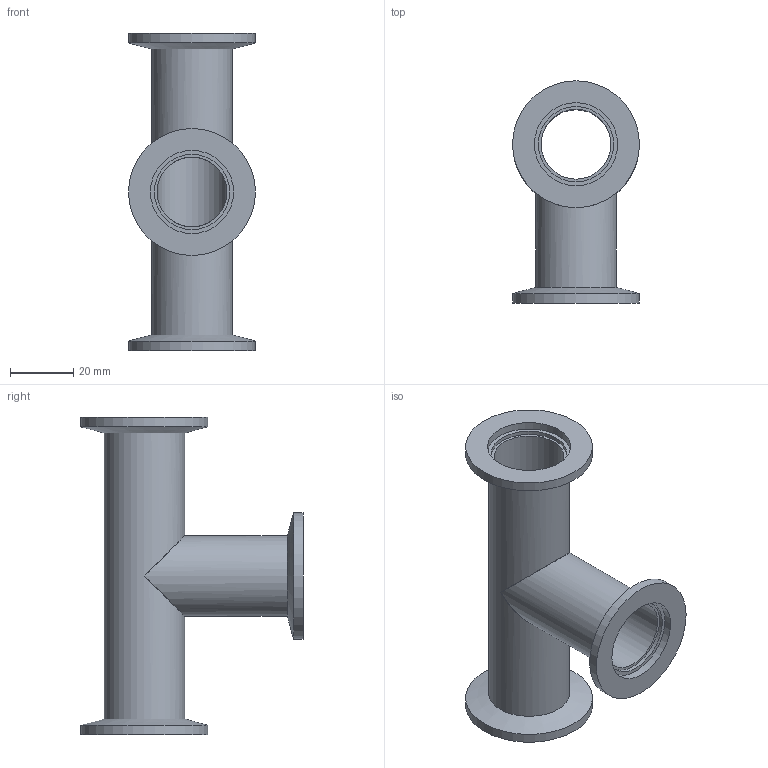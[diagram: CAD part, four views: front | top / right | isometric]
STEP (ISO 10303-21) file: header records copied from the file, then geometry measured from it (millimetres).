
FILE_DESCRIPTION(/* description */ (''),/* implementation_level */ '2;1');
FILE_NAME(/* name */ 'FL-T25KF50.stp',/* time_stamp */ '2018-11-20T12:02:59+00:00',/* author */ ('paul'),/* organization */ (''),/* preprocessor_version */ 'ST-DEVELOPER v17.2',/* originating_system */ 'Autodesk Inventor 2019',/* authorisation */ '');
FILE_SCHEMA (('AUTOMOTIVE_DESIGN { 1 0 10303 214 3 1 1 }'));
Length unit declared in the file: millimetre
Products named in the file (4): FL-T25KF; Tube1; Tube; FL-25KF-25W
Assembly tree (5 placements, depth 2):
  FL-T25KF
    Tube1
    Tube
    FL-25KF-25W  x3
Bounding box: 40 x 70 x 100 mm (x, y, z)
Volume: 24387.1 mm3; surface area: 26408.4 mm2
Topology: 5 solids, 5 shells, 35 faces, 87 edges, 62 vertices
Faces by surface type: plane 16, cylinder 16, cone 3
Full cylindrical faces by diameter (mm): 22 x2, 23.75 x3, 25.4 x2, 25.7 x3, 26.2 x3, 40 x3
Entity records: 744 total; most frequent: DIRECTION 131, CARTESIAN_POINT 103, ORIENTED_EDGE 90, AXIS2_PLACEMENT_3D 58, EDGE_CURVE 45, VERTEX_POINT 30, EDGE_LOOP 25, CIRCLE 22
